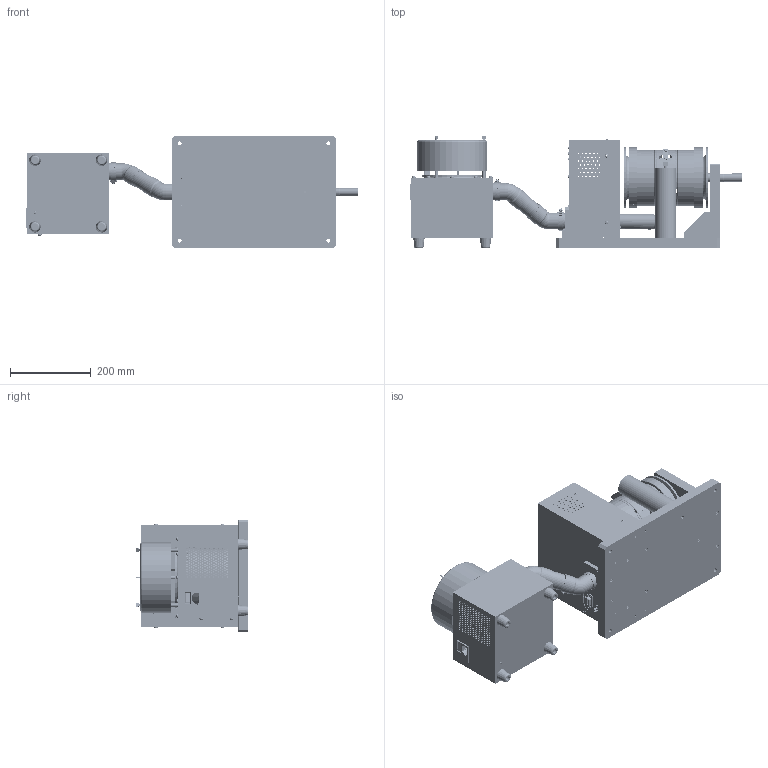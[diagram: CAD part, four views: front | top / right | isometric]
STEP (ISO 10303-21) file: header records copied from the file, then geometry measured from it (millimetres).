
FILE_DESCRIPTION (( 'STEP AP214' ), '1' );
FILE_NAME ('ED-715_A_EF.STEP', '2013-07-30T18:18:16', ( 'Jeff' ), ( '' ), 'SwSTEP 2.0', 'SolidWorks 2013', '' );
FILE_SCHEMA (( 'AUTOMOTIVE_DESIGN' ));
Length unit declared in the file: inch
Products named in the file (1): ED-715_A_EF
Bounding box: 823.21 x 278.51 x 279.4 mm (x, y, z)
Surface area: 1597218 mm2 (no closed solid volume)
Topology: 0 solids, 332 shells, 3236 faces, 14741 edges, 11711 vertices
Faces by surface type: cylinder 2150, plane 821, torus 158, cone 74, bspline 25, sphere 8
Entity records: 214652 total; most frequent: CARTESIAN_POINT 52276, DIRECTION 24685, ORIENTED_EDGE 21558, EDGE_CURVE 14734, VERTEX_POINT 11710, AXIS2_PLACEMENT_3D 8950, VECTOR 6785, LINE 6785
